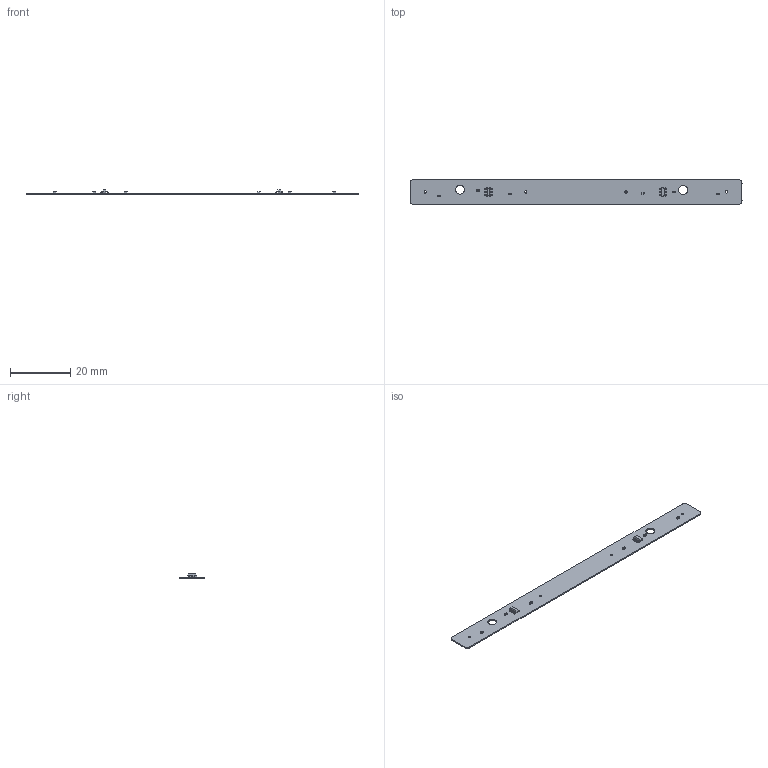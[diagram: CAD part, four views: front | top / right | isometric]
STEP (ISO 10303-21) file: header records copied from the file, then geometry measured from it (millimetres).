
FILE_DESCRIPTION(('Open CASCADE Model'),'2;1');
FILE_NAME('Open CASCADE Shape Model','2020-11-17T17:21:39',('Author'),( 'Open CASCADE'),'Open CASCADE STEP processor 6.8','Open CASCADE 6.8' ,'Unknown');
FILE_SCHEMA(('AUTOMOTIVE_DESIGN { 1 0 10303 214 1 1 1 1 }'));
Length unit declared in the file: millimetre
Products named in the file (20): PCB; Board; C1; 799325920; Open CASCADE STEP translator 6.8 1.2.1.1; Open CASCADE STEP translator 6.8 1.2.1.2; Open CASCADE STEP translator 6.8 1.2.1.3; C2; 852368992; Open CASCADE STEP translator 6.8 1.3.1.1; Open CASCADE STEP translator 6.8 1.3.1.2; Open CASCADE STEP translator 6.8 1.3.1.3; C3; C4; C5; C6; U1; 852369120; U2; 852365664
Assembly tree (23 placements, depth 4):
  PCB
    Board
    C1
      799325920
        Open CASCADE STEP translator 6.8 1.2.1.1
        Open CASCADE STEP translator 6.8 1.2.1.2
        Open CASCADE STEP translator 6.8 1.2.1.3
    C2
      852368992
        Open CASCADE STEP translator 6.8 1.3.1.1
        Open CASCADE STEP translator 6.8 1.3.1.2
        Open CASCADE STEP translator 6.8 1.3.1.3
    C3
      799325920
        Open CASCADE STEP translator 6.8 1.2.1.1
        Open CASCADE STEP translator 6.8 1.2.1.2
        Open CASCADE STEP translator 6.8 1.2.1.3
    C4
      852368992
        Open CASCADE STEP translator 6.8 1.3.1.1
        Open CASCADE STEP translator 6.8 1.3.1.2
        Open CASCADE STEP translator 6.8 1.3.1.3
    C5
      852368992
        Open CASCADE STEP translator 6.8 1.3.1.1
        Open CASCADE STEP translator 6.8 1.3.1.2
        Open CASCADE STEP translator 6.8 1.3.1.3
    C6
      799325920
        Open CASCADE STEP translator 6.8 1.2.1.1
        Open CASCADE STEP translator 6.8 1.2.1.2
        Open CASCADE STEP translator 6.8 1.2.1.3
    U1
      852369120
    U2
      852365664
Bounding box: 110.19 x 8.2 x 1.49 mm (x, y, z)
Volume: 373.3 mm3; surface area: 1940.4 mm2
Topology: 21 solids, 21 shells, 424 faces, 1034 edges, 652 vertices
Faces by surface type: plane 262, cylinder 138, sphere 24
Full cylindrical faces by diameter (mm): 0.8 x4, 3 x2
Entity records: 26888 total; most frequent: CARTESIAN_POINT 11068, DIRECTION 2638, LINE 1590, VECTOR 1590, ORIENTED_EDGE 1492, PCURVE 1492, DEFINITIONAL_REPRESENTATION 1492, EDGE_CURVE 746
